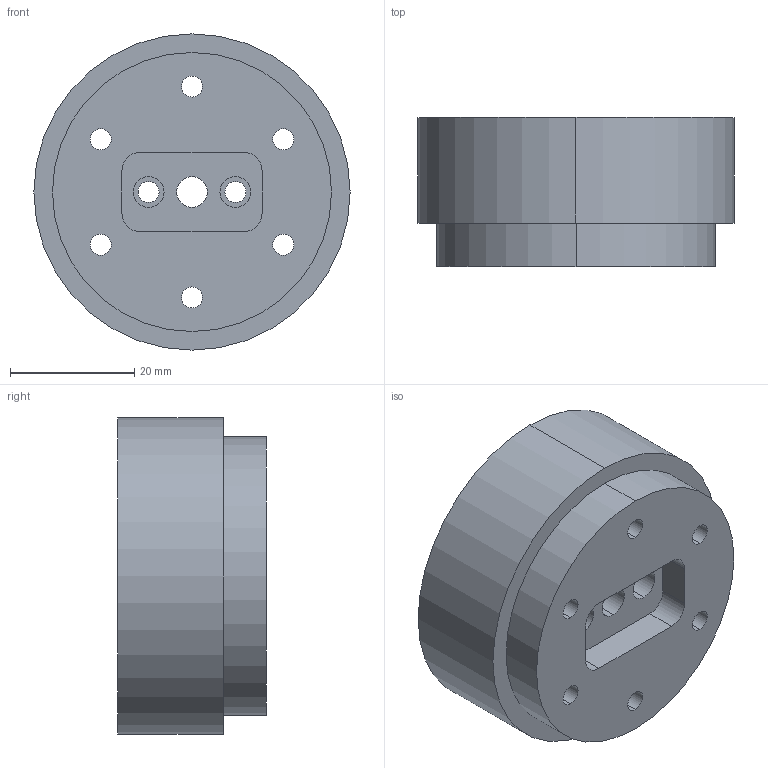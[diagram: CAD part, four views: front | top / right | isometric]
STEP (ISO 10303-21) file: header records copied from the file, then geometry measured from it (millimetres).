
FILE_DESCRIPTION (( 'STEP AP214' ), '1' );
FILE_NAME ('Mirror3D printed part (hip2hip).STEP', '2023-12-11T13:50:53', ( '' ), ( '' ), 'SwSTEP 2.0', 'SolidWorks 2023', '' );
FILE_SCHEMA (( 'AUTOMOTIVE_DESIGN' ));
Length unit declared in the file: millimetre
Products named in the file (1): Mirror3D printed part (hip2hip)
Bounding box: 51 x 24 x 51 mm (x, y, z)
Volume: 37772.9 mm3; surface area: 11104.9 mm2
Topology: 1 solids, 1 shells, 61 faces, 144 edges, 96 vertices
Faces by surface type: cylinder 44, plane 17
Entity records: 1865 total; most frequent: DIRECTION 356, CARTESIAN_POINT 302, ORIENTED_EDGE 288, AXIS2_PLACEMENT_3D 150, EDGE_CURVE 144, VERTEX_POINT 96, EDGE_LOOP 90, CIRCLE 88
